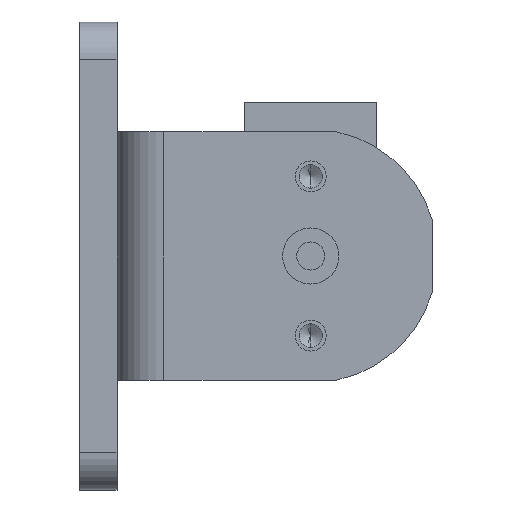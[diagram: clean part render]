
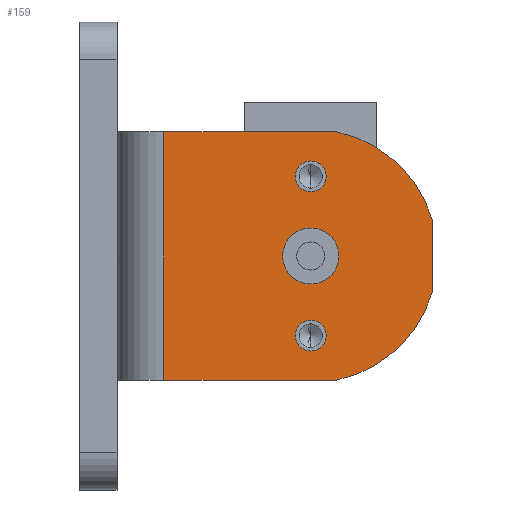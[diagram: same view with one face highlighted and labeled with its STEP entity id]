
A CAD part, left-side view. The second image highlights one B-rep face of the part: STEP entity #159.
In plain terms, the highlighted face is planar.
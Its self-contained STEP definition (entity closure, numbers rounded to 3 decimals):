
#159 = ADVANCED_FACE ( 'NONE', ( #2723, #4452, #1793, #5103 ), #3586, .T. ) ;
#381 = VERTEX_POINT ( 'NONE', #5788 ) ;
#434 = DIRECTION ( 'NONE',  ( 0., -1., 0. ) ) ;
#491 = VERTEX_POINT ( 'NONE', #8322 ) ;
#553 = VECTOR ( 'NONE', #5453, 1000. ) ;
#643 = VERTEX_POINT ( 'NONE', #2919 ) ;
#788 = DIRECTION ( 'NONE',  ( 0., 0., -1. ) ) ;
#911 = EDGE_CURVE ( 'NONE', #381, #4736, #9276, .T. ) ;
#929 = DIRECTION ( 'NONE',  ( 0., 1., 0. ) ) ;
#977 = CARTESIAN_POINT ( 'NONE',  ( -13.285, -5., 0. ) ) ;
#1040 = DIRECTION ( 'NONE',  ( 0., 0., -1. ) ) ;
#1097 = AXIS2_PLACEMENT_3D ( 'NONE', #5713, #788, #1599 ) ;
#1149 = CARTESIAN_POINT ( 'NONE',  ( 0., -20.7, 0. ) ) ;
#1306 = ORIENTED_EDGE ( 'NONE', *, *, #3659, .F. ) ;
#1440 = EDGE_LOOP ( 'NONE', ( #2751, #8281, #9897, #3060, #10662, #3832 ) ) ;
#1561 = CARTESIAN_POINT ( 'NONE',  ( 0., -20.7, 0. ) ) ;
#1599 = DIRECTION ( 'NONE',  ( 0., 1., 0. ) ) ;
#1779 = AXIS2_PLACEMENT_3D ( 'NONE', #1954, #1040, #6018 ) ;
#1793 = FACE_BOUND ( 'NONE', #3481, .T. ) ;
#1954 = CARTESIAN_POINT ( 'NONE',  ( -8.5, -20.7, 0. ) ) ;
#1994 = CIRCLE ( 'NONE', #8383, 1.65 ) ;
#2323 = DIRECTION ( 'NONE',  ( 0., 0., 1. ) ) ;
#2336 = CARTESIAN_POINT ( 'NONE',  ( 8.5, -20.7, 0. ) ) ;
#2475 = CARTESIAN_POINT ( 'NONE',  ( -13.285, -33.7, 0. ) ) ;
#2509 = VERTEX_POINT ( 'NONE', #9332 ) ;
#2562 = VERTEX_POINT ( 'NONE', #4638 ) ;
#2723 = FACE_BOUND ( 'NONE', #2724, .T. ) ;
#2724 = EDGE_LOOP ( 'NONE', ( #10311, #4234 ) ) ;
#2751 = ORIENTED_EDGE ( 'NONE', *, *, #5102, .F. ) ;
#2783 = DIRECTION ( 'NONE',  ( 0., 0., 1. ) ) ;
#2919 = CARTESIAN_POINT ( 'NONE',  ( -8.5, -22.35, 0. ) ) ;
#2975 = CIRCLE ( 'NONE', #1097, 3. ) ;
#2992 = VECTOR ( 'NONE', #3290, 1000. ) ;
#3060 = ORIENTED_EDGE ( 'NONE', *, *, #10072, .F. ) ;
#3142 = EDGE_CURVE ( 'NONE', #8039, #6905, #9069, .T. ) ;
#3290 = DIRECTION ( 'NONE',  ( 0., 1., 0. ) ) ;
#3300 = CARTESIAN_POINT ( 'NONE',  ( 0., -20.7, 0. ) ) ;
#3317 = ORIENTED_EDGE ( 'NONE', *, *, #9635, .F. ) ;
#3481 = EDGE_LOOP ( 'NONE', ( #3317, #4256 ) ) ;
#3586 = PLANE ( 'NONE',  #6601 ) ;
#3655 = EDGE_CURVE ( 'NONE', #643, #10541, #1994, .T. ) ;
#3659 = EDGE_CURVE ( 'NONE', #5664, #2509, #8049, .T. ) ;
#3739 = AXIS2_PLACEMENT_3D ( 'NONE', #6917, #8058, #10525 ) ;
#3832 = ORIENTED_EDGE ( 'NONE', *, *, #5983, .F. ) ;
#3886 = CIRCLE ( 'NONE', #9896, 13.549 ) ;
#3921 = CARTESIAN_POINT ( 'NONE',  ( 8.5, -22.35, 0. ) ) ;
#3985 = VECTOR ( 'NONE', #9699, 1000. ) ;
#4234 = ORIENTED_EDGE ( 'NONE', *, *, #3655, .F. ) ;
#4256 = ORIENTED_EDGE ( 'NONE', *, *, #5574, .F. ) ;
#4294 = DIRECTION ( 'NONE',  ( 0., 0., -1. ) ) ;
#4354 = VERTEX_POINT ( 'NONE', #5053 ) ;
#4452 = FACE_BOUND ( 'NONE', #5902, .T. ) ;
#4616 = DIRECTION ( 'NONE',  ( 0., 1., 0. ) ) ;
#4638 = CARTESIAN_POINT ( 'NONE',  ( -3.818, -33.7, 0. ) ) ;
#4736 = VERTEX_POINT ( 'NONE', #977 ) ;
#4962 = CARTESIAN_POINT ( 'NONE',  ( -13.285, -5., 0. ) ) ;
#4986 = VECTOR ( 'NONE', #6581, 1000. ) ;
#4989 = CARTESIAN_POINT ( 'NONE',  ( 0., -23.7, 0. ) ) ;
#5053 = CARTESIAN_POINT ( 'NONE',  ( 0., -17.7, 0. ) ) ;
#5102 = EDGE_CURVE ( 'NONE', #381, #2562, #3886, .T. ) ;
#5103 = FACE_OUTER_BOUND ( 'NONE', #1440, .T. ) ;
#5453 = DIRECTION ( 'NONE',  ( 1., 0., 0. ) ) ;
#5550 = CARTESIAN_POINT ( 'NONE',  ( 13.285, -33.7, 0. ) ) ;
#5574 = EDGE_CURVE ( 'NONE', #9371, #4354, #2975, .T. ) ;
#5664 = VERTEX_POINT ( 'NONE', #3921 ) ;
#5669 = DIRECTION ( 'NONE',  ( 0., 1., 0. ) ) ;
#5711 = CIRCLE ( 'NONE', #7096, 1.65 ) ;
#5713 = CARTESIAN_POINT ( 'NONE',  ( 0., -20.7, 0. ) ) ;
#5787 = ORIENTED_EDGE ( 'NONE', *, *, #9339, .F. ) ;
#5788 = CARTESIAN_POINT ( 'NONE',  ( -13.285, -23.362, 0. ) ) ;
#5902 = EDGE_LOOP ( 'NONE', ( #5787, #1306 ) ) ;
#5931 = LINE ( 'NONE', #4962, #4986 ) ;
#5983 = EDGE_CURVE ( 'NONE', #2562, #8039, #7123, .T. ) ;
#6011 = CARTESIAN_POINT ( 'NONE',  ( -13.285, -33.7, 0. ) ) ;
#6018 = DIRECTION ( 'NONE',  ( 0., -1., 0. ) ) ;
#6059 = CIRCLE ( 'NONE', #7961, 3. ) ;
#6316 = CARTESIAN_POINT ( 'NONE',  ( -8.5, -19.05, 0. ) ) ;
#6328 = LINE ( 'NONE', #5550, #3985 ) ;
#6458 = CIRCLE ( 'NONE', #1779, 1.65 ) ;
#6581 = DIRECTION ( 'NONE',  ( 1., 0., 0. ) ) ;
#6601 = AXIS2_PLACEMENT_3D ( 'NONE', #6011, #4294, #929 ) ;
#6717 = EDGE_CURVE ( 'NONE', #10541, #643, #6458, .T. ) ;
#6868 = CARTESIAN_POINT ( 'NONE',  ( -8.5, -20.7, 0. ) ) ;
#6905 = VERTEX_POINT ( 'NONE', #9186 ) ;
#6908 = CARTESIAN_POINT ( 'NONE',  ( -13.285, -33.7, 0. ) ) ;
#6917 = CARTESIAN_POINT ( 'NONE',  ( 8.5, -20.7, 0. ) ) ;
#7096 = AXIS2_PLACEMENT_3D ( 'NONE', #2336, #8121, #9888 ) ;
#7123 = LINE ( 'NONE', #6908, #553 ) ;
#7845 = DIRECTION ( 'NONE',  ( 0., 0., -1. ) ) ;
#7961 = AXIS2_PLACEMENT_3D ( 'NONE', #3300, #8005, #5669 ) ;
#8005 = DIRECTION ( 'NONE',  ( 0., 0., -1. ) ) ;
#8039 = VERTEX_POINT ( 'NONE', #9832 ) ;
#8049 = CIRCLE ( 'NONE', #3739, 1.65 ) ;
#8058 = DIRECTION ( 'NONE',  ( 0., 0., -1. ) ) ;
#8121 = DIRECTION ( 'NONE',  ( 0., 0., -1. ) ) ;
#8281 = ORIENTED_EDGE ( 'NONE', *, *, #911, .T. ) ;
#8322 = CARTESIAN_POINT ( 'NONE',  ( 13.285, -5., 0. ) ) ;
#8383 = AXIS2_PLACEMENT_3D ( 'NONE', #6868, #7845, #434 ) ;
#8896 = AXIS2_PLACEMENT_3D ( 'NONE', #1149, #2783, #4616 ) ;
#9069 = CIRCLE ( 'NONE', #8896, 13.549 ) ;
#9186 = CARTESIAN_POINT ( 'NONE',  ( 13.285, -23.362, 0. ) ) ;
#9276 = LINE ( 'NONE', #2475, #2992 ) ;
#9332 = CARTESIAN_POINT ( 'NONE',  ( 8.5, -19.05, 0. ) ) ;
#9339 = EDGE_CURVE ( 'NONE', #2509, #5664, #5711, .T. ) ;
#9371 = VERTEX_POINT ( 'NONE', #4989 ) ;
#9635 = EDGE_CURVE ( 'NONE', #4354, #9371, #6059, .T. ) ;
#9662 = DIRECTION ( 'NONE',  ( 0., 1., 0. ) ) ;
#9699 = DIRECTION ( 'NONE',  ( 0., 1., 0. ) ) ;
#9832 = CARTESIAN_POINT ( 'NONE',  ( 3.818, -33.7, 0. ) ) ;
#9888 = DIRECTION ( 'NONE',  ( 0., 1., 0. ) ) ;
#9896 = AXIS2_PLACEMENT_3D ( 'NONE', #1561, #2323, #9662 ) ;
#9897 = ORIENTED_EDGE ( 'NONE', *, *, #10132, .T. ) ;
#10072 = EDGE_CURVE ( 'NONE', #6905, #491, #6328, .T. ) ;
#10132 = EDGE_CURVE ( 'NONE', #4736, #491, #5931, .T. ) ;
#10311 = ORIENTED_EDGE ( 'NONE', *, *, #6717, .F. ) ;
#10525 = DIRECTION ( 'NONE',  ( 0., 1., 0. ) ) ;
#10541 = VERTEX_POINT ( 'NONE', #6316 ) ;
#10662 = ORIENTED_EDGE ( 'NONE', *, *, #3142, .F. ) ;
